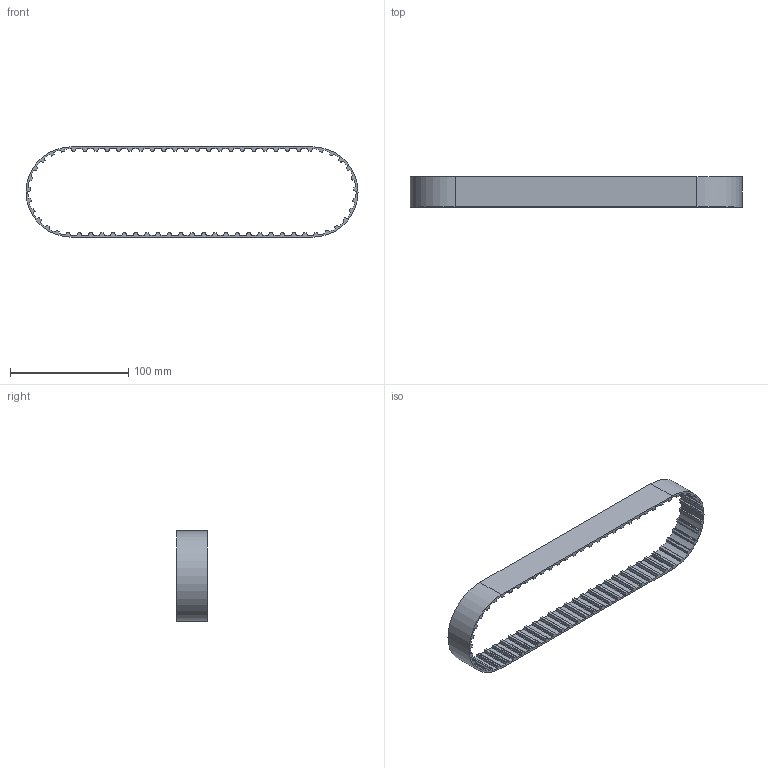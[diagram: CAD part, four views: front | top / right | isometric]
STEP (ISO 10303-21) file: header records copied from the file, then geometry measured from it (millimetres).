
FILE_DESCRIPTION (( 'STEP AP214' ), '1' );
FILE_NAME ('255L100NG.step', '2015-04-08T22:54:48', ( '' ), ( '' ), 'SwSTEP 2.0', 'SolidWorks 2014', '' );
FILE_SCHEMA (( 'AUTOMOTIVE_DESIGN' ));
Length unit declared in the file: inch
Products named in the file (1): 255L100NG
Bounding box: 280.36 x 25.4 x 76.2 mm (x, y, z)
Volume: 37708.2 mm3; surface area: 39519.7 mm2
Topology: 1 solids, 1 shells, 559 faces, 1671 edges, 1114 vertices
Faces by surface type: cylinder 310, plane 249
Entity records: 19069 total; most frequent: DIRECTION 3411, CARTESIAN_POINT 3345, ORIENTED_EDGE 3342, EDGE_CURVE 1671, AXIS2_PLACEMENT_3D 1180, VERTEX_POINT 1114, LINE 1051, VECTOR 1051
